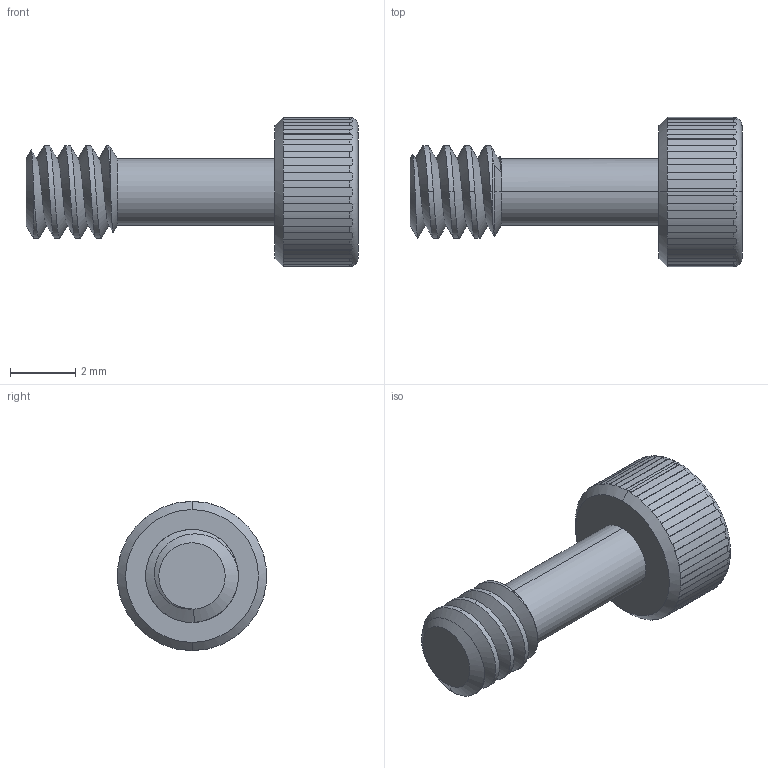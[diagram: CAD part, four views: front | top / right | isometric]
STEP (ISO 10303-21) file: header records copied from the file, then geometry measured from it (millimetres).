
FILE_DESCRIPTION (( 'STEP AP203' ), '1' );
FILE_NAME ('SWH-332-SS.STEP', '2025-01-07T17:19:58', ( '' ), ( '' ), 'SwSTEP 2.0', 'SolidWorks 2021', '' );
FILE_SCHEMA (( 'CONFIG_CONTROL_DESIGN' ));
Length unit declared in the file: inch
Products named in the file (1): SWH-332-SS
Bounding box: 10.16 x 4.56 x 4.57 mm (x, y, z)
Volume: 60.9 mm3; surface area: 151.5 mm2
Topology: 1 solids, 1 shells, 161 faces, 459 edges, 302 vertices
Faces by surface type: plane 101, cylinder 48, cone 8, torus 2, bspline 2
Entity records: 5916 total; most frequent: CARTESIAN_POINT 2032, ORIENTED_EDGE 918, DIRECTION 642, EDGE_CURVE 459, VERTEX_POINT 302, AXIS2_PLACEMENT_3D 241, B_SPLINE_CURVE_WITH_KNOTS 192, EDGE_LOOP 163
